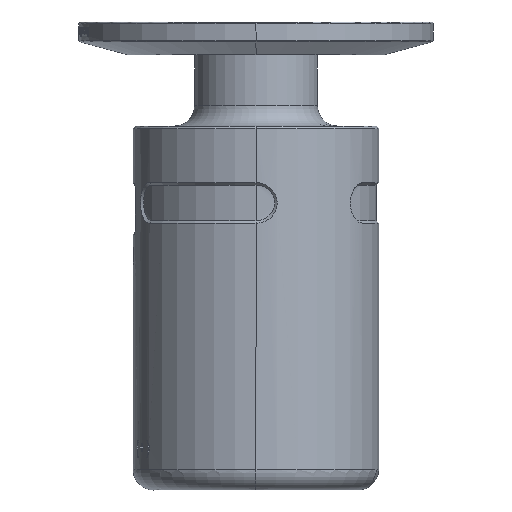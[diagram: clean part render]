
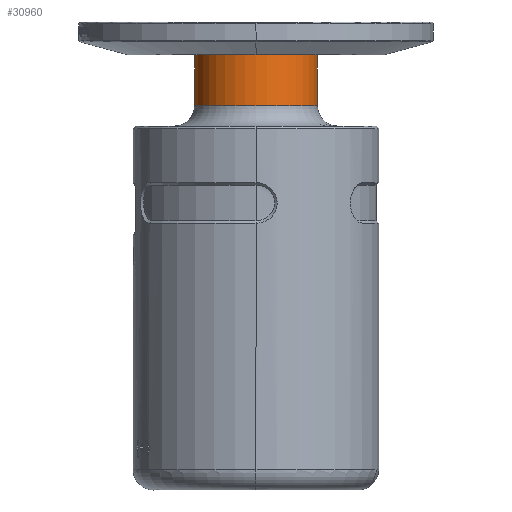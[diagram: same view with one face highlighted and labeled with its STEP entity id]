
A CAD part, left-side view. The second image highlights one B-rep face of the part: STEP entity #30960.
In plain terms, the highlighted cylindrical face has radius 9.525 mm (diameter 19.05 mm), a partial arc.
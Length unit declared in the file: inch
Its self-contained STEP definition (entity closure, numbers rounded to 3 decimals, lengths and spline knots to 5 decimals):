
#1071 = EDGE_LOOP ( 'NONE', ( #14061, #14062, #14063, #14064 ) ) ;
#6118 = CIRCLE ( 'NONE', #29977, 0.375 ) ;
#8485 = VERTEX_POINT ( 'NONE', #13558 ) ;
#8487 = VERTEX_POINT ( 'NONE', #13560 ) ;
#8490 = VERTEX_POINT ( 'NONE', #13563 ) ;
#8510 = VERTEX_POINT ( 'NONE', #13583 ) ;
#12534 = EDGE_CURVE ( 'NONE', #8487, #8510, #6118, .T. ) ;
#13558 = CARTESIAN_POINT ( 'NONE',  ( 0., -0.375, -1. ) ) ;
#13560 = CARTESIAN_POINT ( 'NONE',  ( 0., -0.375, -0.69 ) ) ;
#13563 = CARTESIAN_POINT ( 'NONE',  ( 0., 0.375, -1. ) ) ;
#13583 = CARTESIAN_POINT ( 'NONE',  ( 0., 0.375, -0.69 ) ) ;
#14061 = ORIENTED_EDGE ( 'NONE', *, *, #33337, .F. ) ;
#14062 = ORIENTED_EDGE ( 'NONE', *, *, #12534, .T. ) ;
#14063 = ORIENTED_EDGE ( 'NONE', *, *, #33335, .T. ) ;
#14064 = ORIENTED_EDGE ( 'NONE', *, *, #27463, .F. ) ;
#26477 = DIRECTION ( 'NONE',  ( 0., 1., 0. ) ) ;
#26482 = DIRECTION ( 'NONE',  ( 0., 0., -1. ) ) ;
#26485 = CARTESIAN_POINT ( 'NONE',  ( 0., 0., -0.69 ) ) ;
#26706 = LINE ( 'NONE', #33413, #26710 ) ;
#26710 = VECTOR ( 'NONE', #33409, 39.37008 ) ;
#26712 = LINE ( 'NONE', #33414, #26716 ) ;
#26716 = VECTOR ( 'NONE', #33415, 39.37008 ) ;
#27463 = EDGE_CURVE ( 'NONE', #8485, #8490, #44798, .T. ) ;
#29114 = AXIS2_PLACEMENT_3D ( 'NONE', #26485, #26482, #26477 ) ;
#29977 = AXIS2_PLACEMENT_3D ( 'NONE', #47572, #47574, #47576 ) ;
#30089 = AXIS2_PLACEMENT_3D ( 'NONE', #50295, #50296, #50297 ) ;
#30960 = ADVANCED_FACE ( 'NONE', ( #47035 ), #47050, .T. ) ;
#33335 = EDGE_CURVE ( 'NONE', #8510, #8490, #26706, .T. ) ;
#33337 = EDGE_CURVE ( 'NONE', #8487, #8485, #26712, .T. ) ;
#33409 = DIRECTION ( 'NONE',  ( 0., 0., -1. ) ) ;
#33413 = CARTESIAN_POINT ( 'NONE',  ( 0., 0.375, -0.69 ) ) ;
#33414 = CARTESIAN_POINT ( 'NONE',  ( 0., -0.375, -0.69 ) ) ;
#33415 = DIRECTION ( 'NONE',  ( 0., 0., -1. ) ) ;
#44798 = CIRCLE ( 'NONE', #30089, 0.375 ) ;
#47035 = FACE_OUTER_BOUND ( 'NONE', #1071, .T. ) ;
#47050 = CYLINDRICAL_SURFACE ( 'NONE', #29114, 0.375 ) ;
#47572 = CARTESIAN_POINT ( 'NONE',  ( 0., 0., -0.69 ) ) ;
#47574 = DIRECTION ( 'NONE',  ( 0., 0., -1. ) ) ;
#47576 = DIRECTION ( 'NONE',  ( 0., 1., 0. ) ) ;
#50295 = CARTESIAN_POINT ( 'NONE',  ( 0., 0., -1. ) ) ;
#50296 = DIRECTION ( 'NONE',  ( 0., 0., -1. ) ) ;
#50297 = DIRECTION ( 'NONE',  ( 0., 1., 0. ) ) ;
